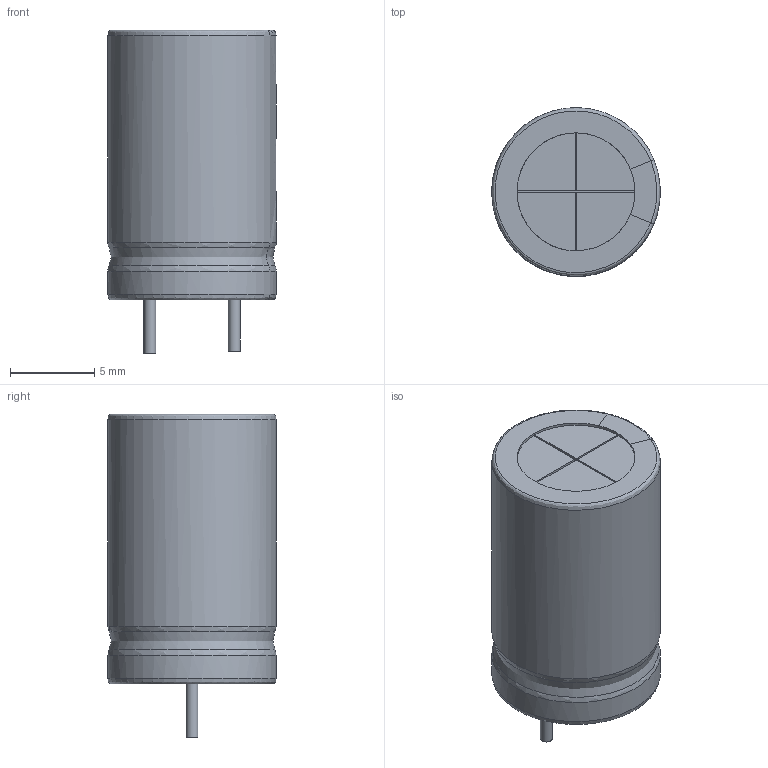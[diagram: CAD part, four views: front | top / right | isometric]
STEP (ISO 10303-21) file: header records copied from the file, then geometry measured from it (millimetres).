
FILE_DESCRIPTION(('FreeCAD Model'),'2;1');
FILE_NAME('Open CASCADE Shape Model','2021-06-24T15:41:51',('Author'),( ''),'Open CASCADE STEP processor 7.5','FreeCAD','Unknown');
FILE_SCHEMA(('AUTOMOTIVE_DESIGN { 1 0 10303 214 1 1 1 1 }'));
Length unit declared in the file: millimetre
Products named in the file (1): CP_Radial_D100mm_P500mm001
Bounding box: 10 x 9.99 x 19.2 mm (x, y, z)
Volume: 1235.6 mm3; surface area: 765.7 mm2
Topology: 1 solids, 2 shells, 48 faces, 119 edges, 78 vertices
Faces by surface type: bspline 48
Entity records: 4877 total; most frequent: CARTESIAN_POINT 3020, B_SPLINE_CURVE_WITH_KNOTS 282, ORIENTED_EDGE 238, PCURVE 238, DEFINITIONAL_REPRESENTATION 238, EDGE_CURVE 119, SURFACE_CURVE 117, VERTEX_POINT 78
